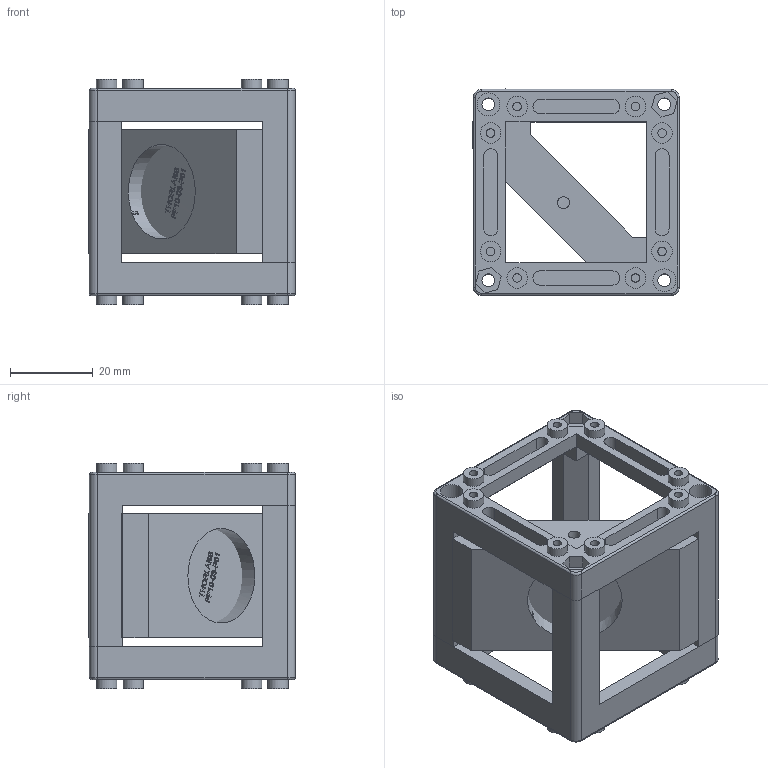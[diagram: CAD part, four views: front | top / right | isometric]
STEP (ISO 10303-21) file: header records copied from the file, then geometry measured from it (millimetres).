
FILE_DESCRIPTION(/* description */ (''),/* implementation_level */ '2;1');
FILE_NAME(/* name */ 'Assembly_Cube_Mirror_Thorlabs_v3.iam.step',/* time_stamp */ '2022-11-29T09:08:29+01:00',/* author */ ('marsikovabarbora'),/* organization */ (''),/* preprocessor_version */ 'ST-DEVELOPER v18.1',/* originating_system */ 'Autodesk Inventor 2022',/* authorisation */ '');
FILE_SCHEMA (('AUTOMOTIVE_DESIGN { 1 0 10303 214 3 1 1 }'));
Products named in the file (5): Assembly_Cube_Mirror_30x30_v3; Assembly_Cube_empty_IM_v3; 10_Cube_1x1_IM; 20_Cube_Insert_Mirror_Holder_Thorlabs_v3; PF10-03-P01-Step
Assembly tree (5 placements, depth 3):
  Assembly_Cube_Mirror_30x30_v3
    Assembly_Cube_empty_IM_v3
      10_Cube_1x1_IM  x2
    20_Cube_Insert_Mirror_Holder_Thorlabs_v3
    PF10-03-P01-Step
Bounding box: 49.97 x 50.09 x 54.5 mm (x, y, z)
Volume: 41188.1 mm3; surface area: 26440.3 mm2
Topology: 4 solids, 4 shells, 365 faces, 1022 edges, 745 vertices
Faces by surface type: plane 235, cylinder 120, torus 8, cone 2
Full cylindrical faces by diameter (mm): 2.05 x16, 2.9 x1, 3.1 x8, 4.95 x16, 5.5 x4, 22.856 x1, 25.4 x1, 25.8 x1
Entity records: 9147 total; most frequent: CARTESIAN_POINT 2978, ORIENTED_EDGE 1304, DIRECTION 1122, EDGE_CURVE 652, VERTEX_POINT 501, LINE 412, VECTOR 412, AXIS2_PLACEMENT_3D 355
